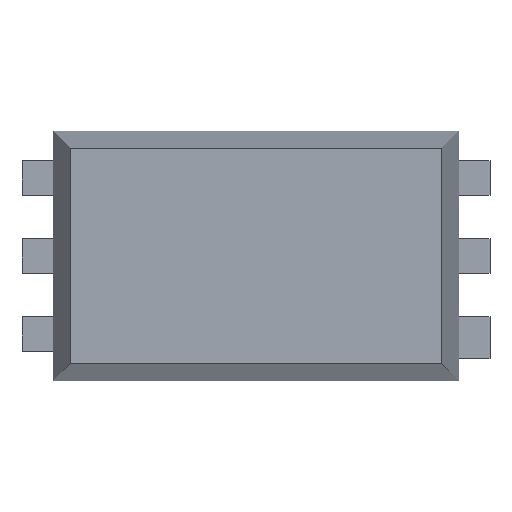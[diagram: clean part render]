
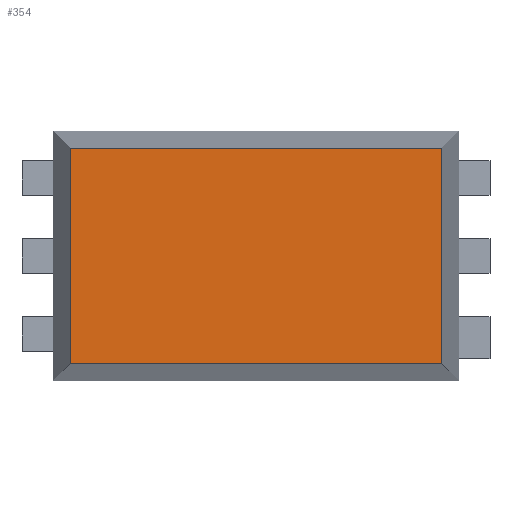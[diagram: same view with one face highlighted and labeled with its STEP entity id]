
A CAD part, top view. The second image highlights one B-rep face of the part: STEP entity #354.
In plain terms, the highlighted planar face has unit normal (0, 0, 1).
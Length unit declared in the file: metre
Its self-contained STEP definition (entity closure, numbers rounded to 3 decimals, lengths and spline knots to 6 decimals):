
#262 = EDGE_CURVE( '', #690, #691, #692, .T. );
#268 = EDGE_CURVE( '', #700, #701, #702, .T. );
#352 = EDGE_CURVE( '', #691, #700, #827, .T. );
#354 = ADVANCED_FACE( '', ( #829 ), #830, .F. );
#530 = EDGE_CURVE( '', #701, #690, #1046, .T. );
#690 = VERTEX_POINT( '', #1240 );
#691 = VERTEX_POINT( '', #1241 );
#692 = LINE( '', #1242, #1243 );
#700 = VERTEX_POINT( '', #1256 );
#701 = VERTEX_POINT( '', #1257 );
#702 = LINE( '', #1258, #1259 );
#827 = LINE( '', #1445, #1446 );
#829 = FACE_OUTER_BOUND( '', #1448, .T. );
#830 = PLANE( '', #1449 );
#1046 = LINE( '', #1796, #1797 );
#1240 = CARTESIAN_POINT( '', ( -0.001202, 0.000689, 0.000769 ) );
#1241 = CARTESIAN_POINT( '', ( -0.001202, -0.000691, 0.000769 ) );
#1242 = CARTESIAN_POINT( '', ( -0.001202, 0.000799, 0.000769 ) );
#1243 = VECTOR( '', #1979, 1. );
#1256 = CARTESIAN_POINT( '', ( 0.001177, -0.000691, 0.000769 ) );
#1257 = CARTESIAN_POINT( '', ( 0.001177, 0.000689, 0.000769 ) );
#1258 = CARTESIAN_POINT( '', ( 0.001177, -0.000801, 0.000769 ) );
#1259 = VECTOR( '', #1982, 1. );
#1445 = CARTESIAN_POINT( '', ( -0.001312, -0.000691, 0.000769 ) );
#1446 = VECTOR( '', #2113, 1. );
#1448 = EDGE_LOOP( '', ( #2115, #2116, #2117, #2118 ) );
#1449 = AXIS2_PLACEMENT_3D( '', #2119, #2120, #2121 );
#1796 = CARTESIAN_POINT( '', ( 0.001288, 0.000689, 0.000769 ) );
#1797 = VECTOR( '', #2403, 1. );
#1979 = DIRECTION( '', ( 0., -1., 0. ) );
#1982 = DIRECTION( '', ( 0., 1., 0. ) );
#2113 = DIRECTION( '', ( 1., 0., 0. ) );
#2115 = ORIENTED_EDGE( '', *, *, #352, .T. );
#2116 = ORIENTED_EDGE( '', *, *, #268, .T. );
#2117 = ORIENTED_EDGE( '', *, *, #530, .T. );
#2118 = ORIENTED_EDGE( '', *, *, #262, .T. );
#2119 = CARTESIAN_POINT( '', ( -0.000012, 0., 0.000769 ) );
#2120 = DIRECTION( '', ( 0., 0., -1. ) );
#2121 = DIRECTION( '', ( -1., 0., 0. ) );
#2403 = DIRECTION( '', ( -1., 0., 0. ) );
